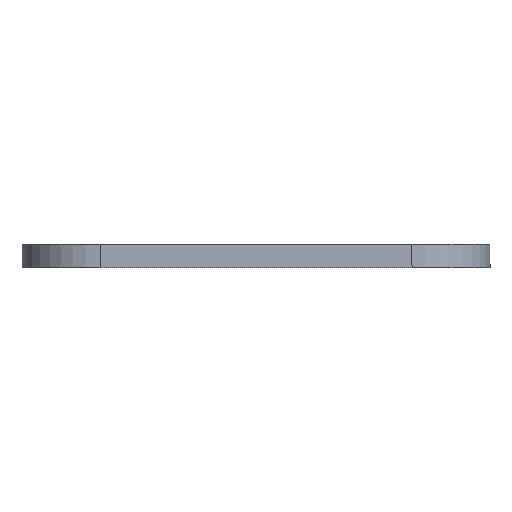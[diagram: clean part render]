
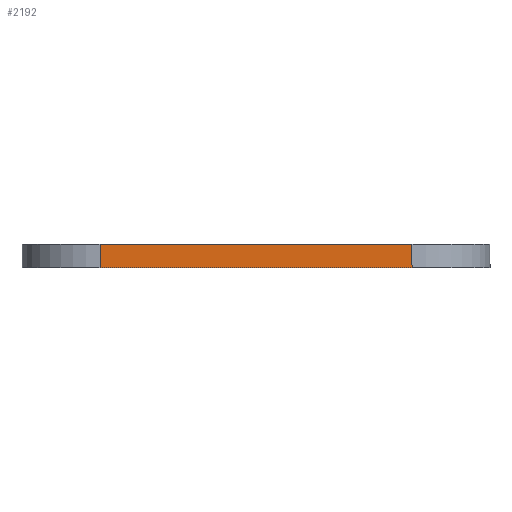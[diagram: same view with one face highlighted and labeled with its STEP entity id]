
A CAD part, front view. The second image highlights one B-rep face of the part: STEP entity #2192.
In plain terms, the highlighted planar face has unit normal (0, -1, 0).
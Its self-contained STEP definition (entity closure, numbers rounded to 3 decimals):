
#75=PLANE('',#2440);
#183=FACE_OUTER_BOUND('',#301,.T.);
#301=EDGE_LOOP('',(#1900,#1901,#1902,#1903));
#326=LINE('',#3190,#524);
#506=LINE('',#3754,#704);
#507=LINE('',#3757,#705);
#508=LINE('',#3758,#706);
#524=VECTOR('',#2523,10.);
#704=VECTOR('',#3099,10.);
#705=VECTOR('',#3102,10.);
#706=VECTOR('',#3103,10.);
#861=VERTEX_POINT('',#3187);
#862=VERTEX_POINT('',#3189);
#1048=VERTEX_POINT('',#3752);
#1049=VERTEX_POINT('',#3756);
#1085=EDGE_CURVE('',#862,#861,#326,.T.);
#1368=EDGE_CURVE('',#861,#1048,#506,.T.);
#1369=EDGE_CURVE('',#1049,#1048,#507,.T.);
#1370=EDGE_CURVE('',#862,#1049,#508,.T.);
#1900=ORIENTED_EDGE('',*,*,#1085,.T.);
#1901=ORIENTED_EDGE('',*,*,#1368,.T.);
#1902=ORIENTED_EDGE('',*,*,#1369,.F.);
#1903=ORIENTED_EDGE('',*,*,#1370,.F.);
#2192=ADVANCED_FACE('',(#183),#75,.T.);
#2440=AXIS2_PLACEMENT_3D('',#3755,#3100,#3101);
#2523=DIRECTION('',(1.,0.,0.));
#3099=DIRECTION('',(0.,0.,1.));
#3100=DIRECTION('center_axis',(0.,-1.,0.));
#3101=DIRECTION('ref_axis',(1.,0.,0.));
#3102=DIRECTION('',(1.,0.,0.));
#3103=DIRECTION('',(0.,0.,1.));
#3187=CARTESIAN_POINT('',(-40.,-240.,0.));
#3189=CARTESIAN_POINT('',(-200.,-240.,0.));
#3190=CARTESIAN_POINT('',(-200.,-240.,0.));
#3752=CARTESIAN_POINT('',(-40.,-240.,12.));
#3754=CARTESIAN_POINT('',(-40.,-240.,0.));
#3755=CARTESIAN_POINT('Origin',(-200.,-240.,0.));
#3756=CARTESIAN_POINT('',(-200.,-240.,12.));
#3757=CARTESIAN_POINT('',(-200.,-240.,12.));
#3758=CARTESIAN_POINT('',(-200.,-240.,0.));
